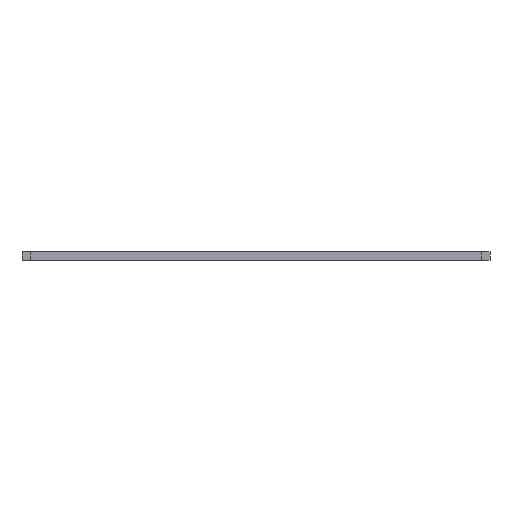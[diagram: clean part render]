
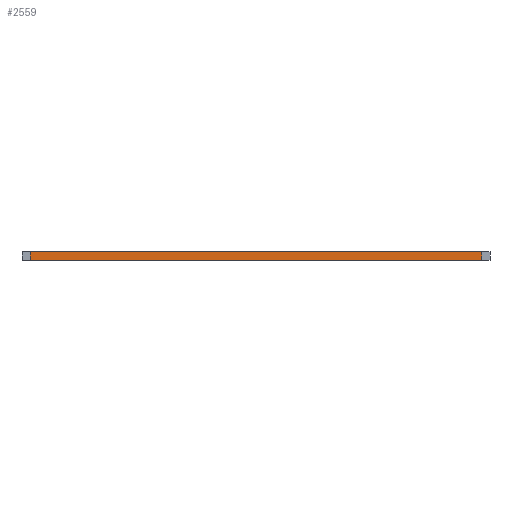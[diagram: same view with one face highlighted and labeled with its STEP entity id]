
A CAD part, front view. The second image highlights one B-rep face of the part: STEP entity #2559.
In plain terms, the highlighted planar face has unit normal (0, -1, 0).
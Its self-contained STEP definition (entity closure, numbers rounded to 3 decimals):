
#2520=CARTESIAN_POINT('Axis2P3D Location',(140.,-56.742,0.)) ;
#2525=CARTESIAN_POINT('Line Origine',(135.,-56.742,2.5)) ;
#2529=CARTESIAN_POINT('Vertex',(135.,-56.742,5.)) ;
#2531=CARTESIAN_POINT('Vertex',(135.,-56.742,0.)) ;
#2534=CARTESIAN_POINT('Line Origine',(0.,-56.742,5.)) ;
#2538=CARTESIAN_POINT('Vertex',(-135.,-56.742,5.)) ;
#2541=CARTESIAN_POINT('Line Origine',(-135.,-56.742,2.5)) ;
#2545=CARTESIAN_POINT('Vertex',(-135.,-56.742,0.)) ;
#2548=CARTESIAN_POINT('Line Origine',(0.,-56.742,0.)) ;
#2521=DIRECTION('Axis2P3D Direction',(0.,1.,-0.)) ;
#2522=DIRECTION('Axis2P3D XDirection',(-1.,0.,0.)) ;
#2526=DIRECTION('Vector Direction',(0.,0.,-1.)) ;
#2535=DIRECTION('Vector Direction',(-1.,0.,0.)) ;
#2542=DIRECTION('Vector Direction',(0.,0.,-1.)) ;
#2549=DIRECTION('Vector Direction',(-1.,0.,0.)) ;
#2523=AXIS2_PLACEMENT_3D('Plane Axis2P3D',#2520,#2521,#2522) ;
#2554=ORIENTED_EDGE('',*,*,#2533,.F.) ;
#2555=ORIENTED_EDGE('',*,*,#2540,.T.) ;
#2556=ORIENTED_EDGE('',*,*,#2547,.T.) ;
#2557=ORIENTED_EDGE('',*,*,#2552,.F.) ;
#2527=VECTOR('Line Direction',#2526,1.) ;
#2536=VECTOR('Line Direction',#2535,1.) ;
#2543=VECTOR('Line Direction',#2542,1.) ;
#2550=VECTOR('Line Direction',#2549,1.) ;
#2559=ADVANCED_FACE('PartBody',(#2558),#2524,.F.) ;
#2533=EDGE_CURVE('',#2530,#2532,#2528,.T.) ;
#2540=EDGE_CURVE('',#2530,#2539,#2537,.T.) ;
#2547=EDGE_CURVE('',#2539,#2546,#2544,.T.) ;
#2552=EDGE_CURVE('',#2532,#2546,#2551,.T.) ;
#2553=EDGE_LOOP('',(#2554,#2555,#2556,#2557)) ;
#2558=FACE_OUTER_BOUND('',#2553,.T.) ;
#2528=LINE('Line',#2525,#2527) ;
#2537=LINE('Line',#2534,#2536) ;
#2544=LINE('Line',#2541,#2543) ;
#2551=LINE('Line',#2548,#2550) ;
#2524=PLANE('Plane',#2523) ;
#2530=VERTEX_POINT('',#2529) ;
#2532=VERTEX_POINT('',#2531) ;
#2539=VERTEX_POINT('',#2538) ;
#2546=VERTEX_POINT('',#2545) ;
